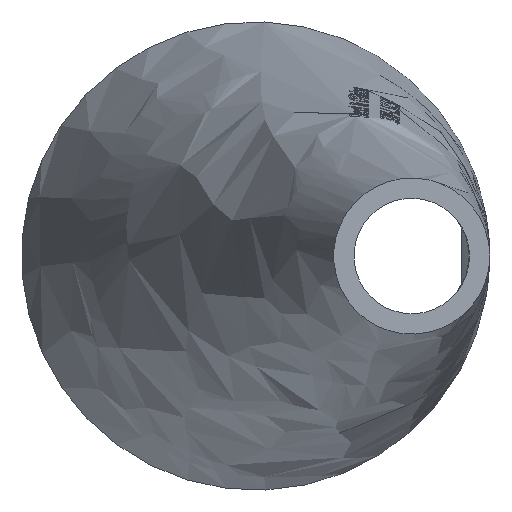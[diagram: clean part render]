
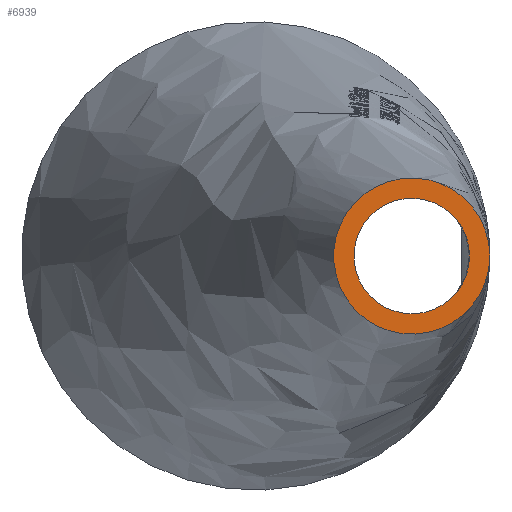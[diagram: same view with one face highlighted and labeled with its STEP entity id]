
A CAD part, left-side view. The second image highlights one B-rep face of the part: STEP entity #6939.
In plain terms, the highlighted planar face has unit normal (-1, 0, 0).
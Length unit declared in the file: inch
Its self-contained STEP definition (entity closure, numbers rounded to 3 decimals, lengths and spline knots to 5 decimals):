
#169=PLANE('',#7194);
#477=FACE_BOUND('',#1272,.T.);
#478=FACE_BOUND('',#1273,.T.);
#1272=EDGE_LOOP('',(#6535,#6536));
#1273=EDGE_LOOP('',(#6537,#6538));
#2595=CIRCLE('',#6944,0.25);
#2610=CIRCLE('',#6959,0.25);
#2665=CIRCLE('',#7191,0.185);
#2666=CIRCLE('',#7192,0.185);
#2667=VERTEX_POINT('',#8075);
#2668=VERTEX_POINT('',#8076);
#3371=VERTEX_POINT('',#15808);
#3372=VERTEX_POINT('',#15811);
#3373=EDGE_CURVE('',#2667,#2668,#2595,.T.);
#3421=EDGE_CURVE('',#2668,#2667,#2610,.T.);
#4428=EDGE_CURVE('',#3372,#3371,#2665,.T.);
#4429=EDGE_CURVE('',#3371,#3372,#2666,.T.);
#6535=ORIENTED_EDGE('',*,*,#4428,.T.);
#6536=ORIENTED_EDGE('',*,*,#4429,.T.);
#6537=ORIENTED_EDGE('',*,*,#3373,.F.);
#6538=ORIENTED_EDGE('',*,*,#3421,.F.);
#6939=ADVANCED_FACE('',(#477,#478),#169,.F.);
#6944=AXIS2_PLACEMENT_3D('',#8077,#7197,#7198);
#6959=AXIS2_PLACEMENT_3D('',#8370,#7230,#7231);
#7191=AXIS2_PLACEMENT_3D('',#15812,#8048,#8049);
#7192=AXIS2_PLACEMENT_3D('',#15813,#8050,#8051);
#7194=AXIS2_PLACEMENT_3D('',#15815,#8054,#8055);
#7197=DIRECTION('center_axis',(1.,0.,0.));
#7198=DIRECTION('ref_axis',(0.,-1.,0.));
#7230=DIRECTION('center_axis',(1.,0.,0.));
#7231=DIRECTION('ref_axis',(0.,-1.,0.));
#8048=DIRECTION('center_axis',(1.,0.,0.));
#8049=DIRECTION('ref_axis',(0.,-0.037,-0.999));
#8050=DIRECTION('center_axis',(1.,0.,0.));
#8051=DIRECTION('ref_axis',(0.,-0.037,-0.999));
#8054=DIRECTION('center_axis',(1.,0.,0.));
#8055=DIRECTION('ref_axis',(0.,0.,-1.));
#8075=CARTESIAN_POINT('',(0.,-0.25,0.));
#8076=CARTESIAN_POINT('',(0.,-0.00927,0.24983));
#8077=CARTESIAN_POINT('Origin',(0.,0.,0.));
#8370=CARTESIAN_POINT('Origin',(0.,0.,0.));
#15808=CARTESIAN_POINT('',(0.,-0.00686,
0.18487));
#15811=CARTESIAN_POINT('',(0.,-0.185,0.));
#15812=CARTESIAN_POINT('Origin',(0.,0.,0.));
#15813=CARTESIAN_POINT('Origin',(0.,0.,0.));
#15815=CARTESIAN_POINT('Origin',(0.,0.,0.));
